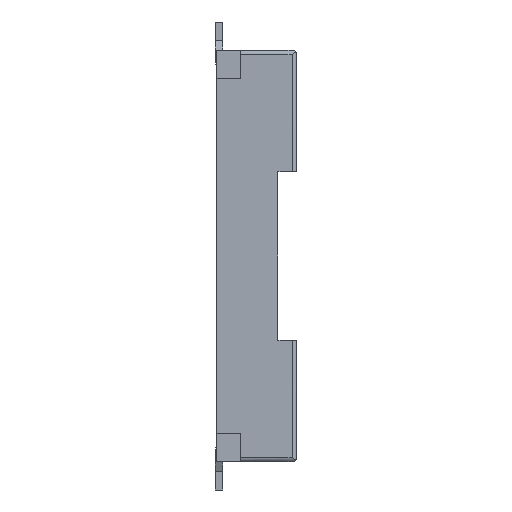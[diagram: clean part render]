
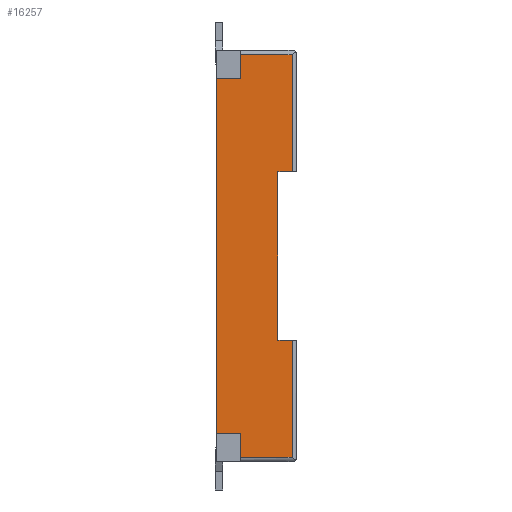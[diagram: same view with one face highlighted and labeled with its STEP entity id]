
A CAD part, left-side view. The second image highlights one B-rep face of the part: STEP entity #16257.
In plain terms, the highlighted planar face has unit normal (-1, 0, 0).
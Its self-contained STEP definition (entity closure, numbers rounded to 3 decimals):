
#4283=ORIENTED_EDGE('',*,*,#7757,.T.);
#4284=ORIENTED_EDGE('',*,*,#7758,.T.);
#4285=ORIENTED_EDGE('',*,*,#7759,.F.);
#4286=ORIENTED_EDGE('',*,*,#7298,.T.);
#4287=ORIENTED_EDGE('',*,*,#7760,.F.);
#4288=ORIENTED_EDGE('',*,*,#7303,.F.);
#4289=ORIENTED_EDGE('',*,*,#6551,.T.);
#4290=ORIENTED_EDGE('',*,*,#7761,.T.);
#4291=ORIENTED_EDGE('',*,*,#7762,.T.);
#4292=ORIENTED_EDGE('',*,*,#6543,.F.);
#4293=ORIENTED_EDGE('',*,*,#6539,.T.);
#4294=ORIENTED_EDGE('',*,*,#6537,.T.);
#6537=EDGE_CURVE('',#8785,#8784,#10505,.T.);
#6539=EDGE_CURVE('',#8786,#8785,#10507,.T.);
#6543=EDGE_CURVE('',#8786,#8789,#10510,.T.);
#6551=EDGE_CURVE('',#8795,#8794,#10516,.T.);
#7298=EDGE_CURVE('',#9241,#9240,#11061,.T.);
#7303=EDGE_CURVE('',#8795,#9244,#11066,.T.);
#7757=EDGE_CURVE('',#8784,#9479,#11513,.T.);
#7758=EDGE_CURVE('',#9479,#9480,#11514,.F.);
#7759=EDGE_CURVE('',#9241,#9480,#11515,.T.);
#7760=EDGE_CURVE('',#9244,#9240,#11516,.T.);
#7761=EDGE_CURVE('',#8794,#9481,#11517,.T.);
#7762=EDGE_CURVE('',#9481,#8789,#11518,.T.);
#8784=VERTEX_POINT('',#23800);
#8785=VERTEX_POINT('',#23802);
#8786=VERTEX_POINT('',#23806);
#8789=VERTEX_POINT('',#23814);
#8794=VERTEX_POINT('',#23828);
#8795=VERTEX_POINT('',#23830);
#9240=VERTEX_POINT('',#25223);
#9241=VERTEX_POINT('',#25225);
#9244=VERTEX_POINT('',#25232);
#9479=VERTEX_POINT('',#26076);
#9480=VERTEX_POINT('',#26078);
#9481=VERTEX_POINT('',#26082);
#10505=LINE('',#23801,#12566);
#10507=LINE('',#23805,#12568);
#10510=LINE('',#23813,#12571);
#10516=LINE('',#23829,#12577);
#11061=LINE('',#25224,#13122);
#11066=LINE('',#25234,#13127);
#11513=LINE('',#26075,#13574);
#11514=LINE('',#26077,#13575);
#11515=LINE('',#26079,#13576);
#11516=LINE('',#26080,#13577);
#11517=LINE('',#26081,#13578);
#11518=LINE('',#26083,#13579);
#12566=VECTOR('',#18945,1000.);
#12568=VECTOR('',#18949,1000.);
#12571=VECTOR('',#18956,1000.);
#12577=VECTOR('',#18970,1000.);
#13122=VECTOR('',#20323,1000.);
#13127=VECTOR('',#20330,1000.);
#13574=VECTOR('',#21097,1000.);
#13575=VECTOR('',#21098,1000.);
#13576=VECTOR('',#21099,1000.);
#13577=VECTOR('',#21100,1000.);
#13578=VECTOR('',#21101,1000.);
#13579=VECTOR('',#21102,1000.);
#14226=EDGE_LOOP('',(#4283,#4284,#4285,#4286,#4287,#4288,#4289,#4290,#4291,
#4292,#4293,#4294));
#14967=FACE_BOUND('',#14226,.T.);
#15703=PLANE('',#17263);
#16257=ADVANCED_FACE('',(#14967),#15703,.F.);
#17263=AXIS2_PLACEMENT_3D('',#26074,#21095,#21096);
#18945=DIRECTION('',(0.,-1.,0.));
#18949=DIRECTION('',(0.,0.,1.));
#18956=DIRECTION('',(0.,-1.,0.));
#18970=DIRECTION('',(0.,0.,-1.));
#20323=DIRECTION('',(0.,1.,0.));
#20330=DIRECTION('',(0.,1.,0.));
#21095=DIRECTION('',(1.,0.,0.));
#21096=DIRECTION('',(0.,0.,-1.));
#21097=DIRECTION('',(0.,0.,1.));
#21098=DIRECTION('',(0.,-1.,0.));
#21099=DIRECTION('',(0.,0.,1.));
#21100=DIRECTION('',(0.,0.,1.));
#21101=DIRECTION('',(0.,-1.,0.));
#21102=DIRECTION('',(0.,0.,1.));
#23800=CARTESIAN_POINT('',(-5.35,0.05,0.9));
#23801=CARTESIAN_POINT('',(-5.35,0.2,0.9));
#23802=CARTESIAN_POINT('',(-5.35,0.2,0.9));
#23805=CARTESIAN_POINT('',(-5.35,0.2,-0.9));
#23806=CARTESIAN_POINT('',(-5.35,0.2,-0.9));
#23813=CARTESIAN_POINT('',(-5.35,0.2,-0.9));
#23814=CARTESIAN_POINT('',(-5.35,0.05,-0.9));
#23828=CARTESIAN_POINT('',(-5.35,0.6,-2.15));
#23829=CARTESIAN_POINT('',(-5.35,0.6,-1.9));
#23830=CARTESIAN_POINT('',(-5.35,0.6,-1.9));
#25223=CARTESIAN_POINT('',(-5.35,0.86,1.9));
#25224=CARTESIAN_POINT('',(-5.35,0.6,1.9));
#25225=CARTESIAN_POINT('',(-5.35,0.6,1.9));
#25232=CARTESIAN_POINT('',(-5.35,0.86,-1.9));
#25234=CARTESIAN_POINT('',(-5.35,0.6,-1.9));
#26074=CARTESIAN_POINT('',(-5.35,0.86,-2.2));
#26075=CARTESIAN_POINT('',(-5.35,0.05,-2.2));
#26076=CARTESIAN_POINT('',(-5.35,0.05,2.15));
#26077=CARTESIAN_POINT('',(-5.35,0.86,2.15));
#26078=CARTESIAN_POINT('',(-5.35,0.6,2.15));
#26079=CARTESIAN_POINT('',(-5.35,0.6,1.9));
#26080=CARTESIAN_POINT('',(-5.35,0.86,-2.2));
#26081=CARTESIAN_POINT('',(-5.35,0.86,-2.15));
#26082=CARTESIAN_POINT('',(-5.35,0.05,-2.15));
#26083=CARTESIAN_POINT('',(-5.35,0.05,-2.2));
